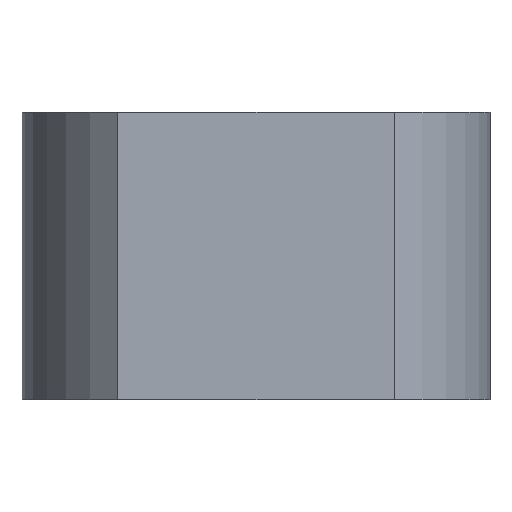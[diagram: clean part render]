
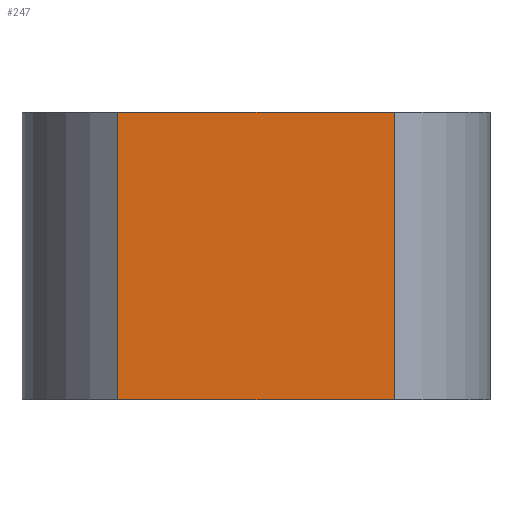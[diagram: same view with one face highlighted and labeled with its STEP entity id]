
A CAD part, front view. The second image highlights one B-rep face of the part: STEP entity #247.
In plain terms, the highlighted planar face has unit normal (0, -1, 0).
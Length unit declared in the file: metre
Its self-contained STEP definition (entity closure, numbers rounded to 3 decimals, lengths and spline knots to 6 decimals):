
#13=PLANE('',#282);
#23=LINE('',#416,#35);
#24=LINE('',#420,#36);
#25=LINE('',#422,#37);
#26=LINE('',#424,#38);
#35=VECTOR('',#336,1.);
#36=VECTOR('',#341,1.);
#37=VECTOR('',#342,1.);
#38=VECTOR('',#343,1.);
#60=ORIENTED_EDGE('',*,*,#120,.F.);
#61=ORIENTED_EDGE('',*,*,#121,.F.);
#62=ORIENTED_EDGE('',*,*,#122,.T.);
#63=ORIENTED_EDGE('',*,*,#118,.T.);
#118=EDGE_CURVE('',#147,#146,#23,.T.);
#120=EDGE_CURVE('',#148,#146,#24,.T.);
#121=EDGE_CURVE('',#149,#148,#25,.T.);
#122=EDGE_CURVE('',#149,#147,#26,.T.);
#146=VERTEX_POINT('',#415);
#147=VERTEX_POINT('',#417);
#148=VERTEX_POINT('',#421);
#149=VERTEX_POINT('',#423);
#185=EDGE_LOOP('',(#60,#61,#62,#63));
#211=FACE_BOUND('',#185,.T.);
#247=ADVANCED_FACE('',(#211),#13,.T.);
#282=AXIS2_PLACEMENT_3D('',#419,#339,#340);
#336=DIRECTION('',(0.,0.,-1.));
#339=DIRECTION('',(0.,-1.,0.));
#340=DIRECTION('',(0.,0.,-1.));
#341=DIRECTION('',(-1.,0.,0.));
#342=DIRECTION('',(0.,0.,-1.));
#343=DIRECTION('',(-1.,0.,0.));
#415=CARTESIAN_POINT('',(-0.007208,-0.026336,0.));
#416=CARTESIAN_POINT('',(-0.007208,-0.026336,0.015));
#417=CARTESIAN_POINT('',(-0.007208,-0.026336,0.015));
#419=CARTESIAN_POINT('',(-0.006217,-0.026336,0.015));
#420=CARTESIAN_POINT('',(-0.006217,-0.026336,0.));
#421=CARTESIAN_POINT('',(0.007208,-0.026336,0.));
#422=CARTESIAN_POINT('',(0.007208,-0.026336,0.015));
#423=CARTESIAN_POINT('',(0.007208,-0.026336,0.015));
#424=CARTESIAN_POINT('',(-0.006217,-0.026336,0.015));
